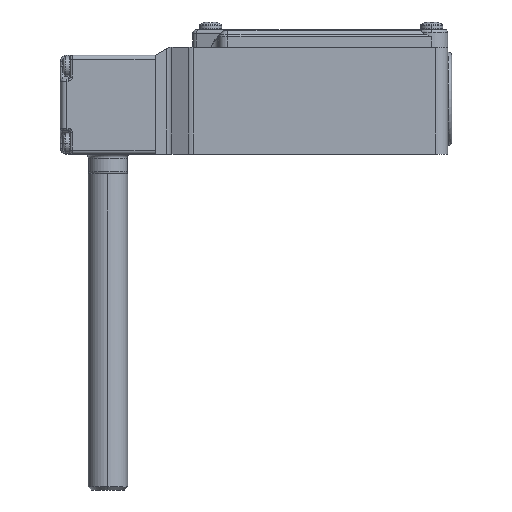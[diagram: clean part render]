
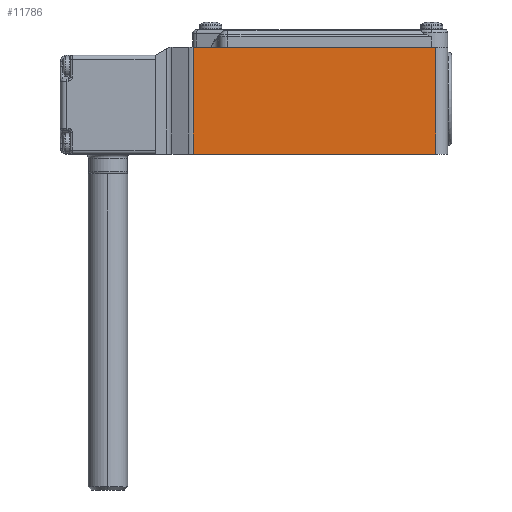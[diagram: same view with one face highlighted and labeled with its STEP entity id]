
A CAD part, left-side view. The second image highlights one B-rep face of the part: STEP entity #11786.
In plain terms, the highlighted planar face has unit normal (-1, 0, 0).
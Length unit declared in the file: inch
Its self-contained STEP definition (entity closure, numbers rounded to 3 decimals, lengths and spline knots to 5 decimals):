
#1968 = CARTESIAN_POINT ( 'NONE',  ( -0.59055, 2.53287, 1.06299 ) ) ;
#2001 = VECTOR ( 'NONE', #19503, 39.37008 ) ;
#3388 = PLANE ( 'NONE',  #20021 ) ;
#3739 = ORIENTED_EDGE ( 'NONE', *, *, #32639, .T. ) ;
#3769 = EDGE_CURVE ( 'NONE', #16227, #20646, #15184, .T. ) ;
#5211 = EDGE_CURVE ( 'NONE', #30056, #7682, #25030, .T. ) ;
#5264 = DIRECTION ( 'NONE',  ( 0., 0., -1. ) ) ;
#5342 = ORIENTED_EDGE ( 'NONE', *, *, #5211, .F. ) ;
#5838 = CARTESIAN_POINT ( 'NONE',  ( -0.59055, 2.53287, 0. ) ) ;
#6186 = CARTESIAN_POINT ( 'NONE',  ( -0.59055, 2.55906, -2.77188 ) ) ;
#7682 = VERTEX_POINT ( 'NONE', #9404 ) ;
#9404 = CARTESIAN_POINT ( 'NONE',  ( -0.59055, 0.11811, 1.06299 ) ) ;
#11497 = EDGE_CURVE ( 'NONE', #30056, #20646, #30909, .T. ) ;
#11786 = ADVANCED_FACE ( 'NONE', ( #30460 ), #3388, .T. ) ;
#11792 = DIRECTION ( 'NONE',  ( -1., 0., 0. ) ) ;
#13541 = CARTESIAN_POINT ( 'NONE',  ( -0.59055, 2.53287, -2.77188 ) ) ;
#13829 = CARTESIAN_POINT ( 'NONE',  ( -0.59055, 2.55906, 0. ) ) ;
#14046 = CARTESIAN_POINT ( 'NONE',  ( -0.59055, 2.55906, 1.06299 ) ) ;
#15184 = LINE ( 'NONE', #13829, #22519 ) ;
#16227 = VERTEX_POINT ( 'NONE', #26232 ) ;
#17241 = DIRECTION ( 'NONE',  ( 0., 0., 1. ) ) ;
#19503 = DIRECTION ( 'NONE',  ( 0., -1., 0. ) ) ;
#20021 = AXIS2_PLACEMENT_3D ( 'NONE', #6186, #11792, #31167 ) ;
#20646 = VERTEX_POINT ( 'NONE', #5838 ) ;
#22519 = VECTOR ( 'NONE', #33044, 39.37008 ) ;
#23536 = VECTOR ( 'NONE', #5264, 39.37008 ) ;
#24247 = LINE ( 'NONE', #31156, #30756 ) ;
#25030 = LINE ( 'NONE', #14046, #2001 ) ;
#26232 = CARTESIAN_POINT ( 'NONE',  ( -0.59055, 0.11811, 0. ) ) ;
#29593 = ORIENTED_EDGE ( 'NONE', *, *, #11497, .T. ) ;
#30056 = VERTEX_POINT ( 'NONE', #1968 ) ;
#30460 = FACE_OUTER_BOUND ( 'NONE', #31025, .T. ) ;
#30756 = VECTOR ( 'NONE', #17241, 39.37008 ) ;
#30909 = LINE ( 'NONE', #13541, #23536 ) ;
#31025 = EDGE_LOOP ( 'NONE', ( #5342, #29593, #33170, #3739 ) ) ;
#31156 = CARTESIAN_POINT ( 'NONE',  ( -0.59055, 0.11811, 1.06299 ) ) ;
#31167 = DIRECTION ( 'NONE',  ( 0., 0., 1. ) ) ;
#32639 = EDGE_CURVE ( 'NONE', #16227, #7682, #24247, .T. ) ;
#33044 = DIRECTION ( 'NONE',  ( 0., 1., 0. ) ) ;
#33170 = ORIENTED_EDGE ( 'NONE', *, *, #3769, .F. ) ;
